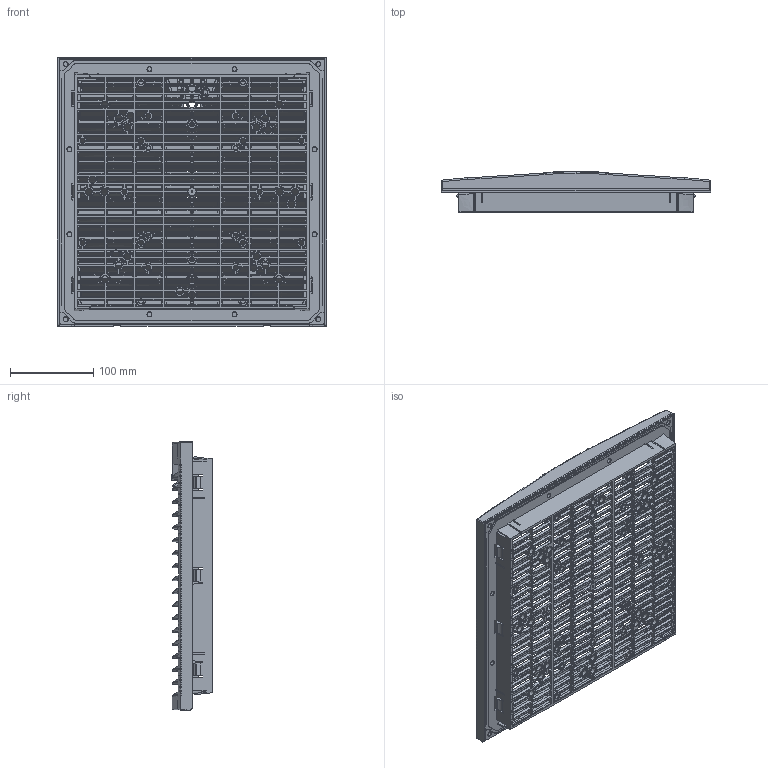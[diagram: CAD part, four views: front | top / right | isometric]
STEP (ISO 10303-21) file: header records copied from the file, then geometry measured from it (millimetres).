
FILE_DESCRIPTION(('FreeCAD Model'),'2;1');
FILE_NAME('LFGH280.stp', '2020-01-28T09:15:41',('Author'),(''), 'Open CASCADE STEP processor 7.3','FreeCAD','Unknown');
FILE_SCHEMA(('AUTOMOTIVE_DESIGN { 1 0 10303 214 1 1 1 1 }'));
Products named in the file (3): Frame_Base; Hinge_Latch; Louver_Face
Bounding box: 322.7 x 48.4 x 322.51 mm (x, y, z)
Volume: 618153.2 mm3; surface area: 657380.8 mm2
Topology: 3 solids, 3 shells, 6014 faces, 16486 edges, 10451 vertices
Faces by surface type: plane 2439, cylinder 2065, cone 623, bspline 324, torus 323, extrusion 230, sphere 8, revolution 2
Entity records: 507692 total; most frequent: CARTESIAN_POINT 206908, DIRECTION 46709, ORIENTED_EDGE 32962, PCURVE 32962, DEFINITIONAL_REPRESENTATION 32962, VECTOR 27999, LINE 27769, EDGE_CURVE 16481
